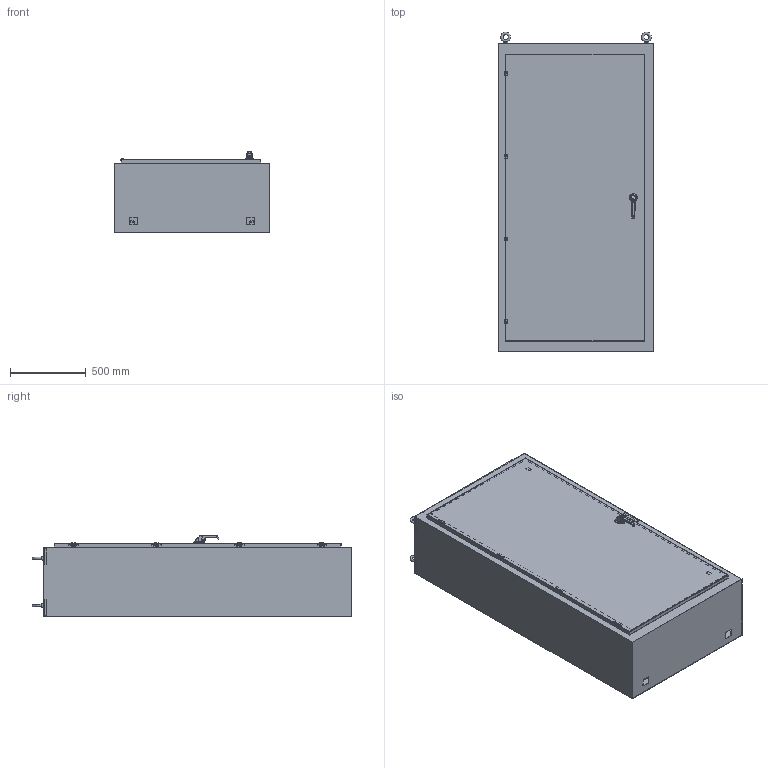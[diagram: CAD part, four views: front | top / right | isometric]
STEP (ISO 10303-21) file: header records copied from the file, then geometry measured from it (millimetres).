
FILE_DESCRIPTION (( 'STEP AP214' ), '1' );
FILE_NAME ('SCE-N80L4018.STEP', '2024-05-09T14:27:38', ( '' ), ( '' ), 'SwSTEP 2.0', 'SolidWorks 2023', '' );
FILE_SCHEMA (( 'AUTOMOTIVE_DESIGN' ));
Length unit declared in the file: inch
Products named in the file (1): SCE-N80L4018
Bounding box: 1022.35 x 2106.74 x 534.57 mm (x, y, z)
Volume: 19461790.7 mm3; surface area: 14460757 mm2
Topology: 30 solids, 34 shells, 4201 faces, 10738 edges, 6607 vertices
Faces by surface type: plane 1646, cylinder 1471, bspline 887, cone 119, torus 78
Full cylindrical faces by diameter (mm): 1.016 x4, 3.978 x4, 4.318 x20, 4.978 x16, 5.016 x2, 5.207 x8, 5.232 x8, 5.537 x4, 6.096 x8, 6.198 x8, 6.35 x8, 9.525 x10, 10.323 x8, 11.112 x6, 11.113 x6, 15.24 x4, 16 x1, 22 x1, 29.8 x4
Entity records: 202201 total; most frequent: CARTESIAN_POINT 108206, ORIENTED_EDGE 20634, DIRECTION 17700, EDGE_CURVE 10317, VERTEX_POINT 6479, AXIS2_PLACEMENT_3D 6407, LINE 4886, VECTOR 4886
